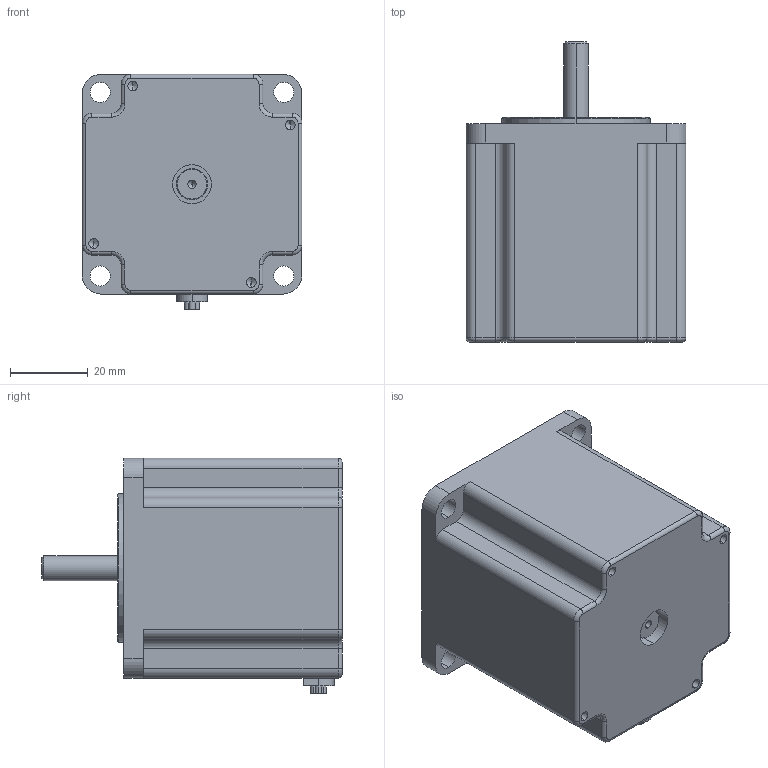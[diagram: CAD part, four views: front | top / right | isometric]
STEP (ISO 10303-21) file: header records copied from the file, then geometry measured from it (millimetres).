
FILE_DESCRIPTION (( 'STEP AP203' ), '1' );
FILE_NAME ('NEMA23(SY57STH56-4004A)_Default_sldprt.STEP', '2024-10-13T13:51:27', ( '' ), ( '' ), 'SwSTEP 2.0', 'SolidWorks 2024', '' );
FILE_SCHEMA (( 'CONFIG_CONTROL_DESIGN' ));
Length unit declared in the file: millimetre
Products named in the file (1): NEMA23(SY57STH56-4004A)_Default_sldprt
Bounding box: 56.4 x 77 x 60.4 mm (x, y, z)
Volume: 158960.6 mm3; surface area: 19546 mm2
Topology: 1 solids, 1 shells, 140 faces, 327 edges, 198 vertices
Faces by surface type: cylinder 70, plane 34, cone 24, torus 12
Entity records: 4052 total; most frequent: DIRECTION 769, CARTESIAN_POINT 658, ORIENTED_EDGE 638, EDGE_CURVE 319, AXIS2_PLACEMENT_3D 309, VERTEX_POINT 198, CIRCLE 168, EDGE_LOOP 165
